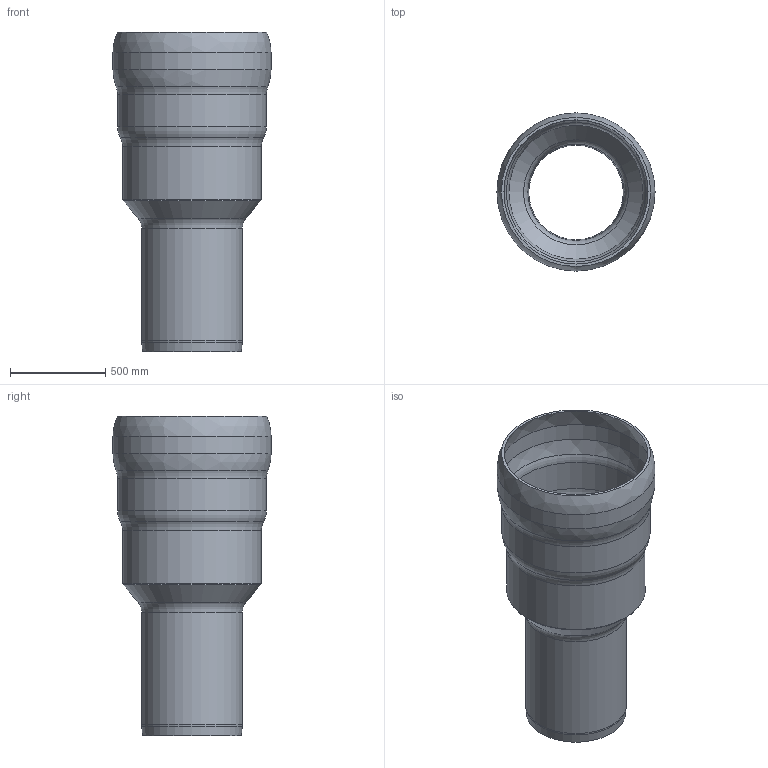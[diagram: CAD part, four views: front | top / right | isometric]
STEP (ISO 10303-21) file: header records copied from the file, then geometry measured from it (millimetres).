
FILE_DESCRIPTION(/* description */ (''),/* implementation_level */ '2;1');
FILE_NAME(/* name */ '5.602.CB0C_3D.stp',/* time_stamp */ '2024-12-11T11:54:59+01:00',/* author */ ('CAD'),/* organization */ (''),/* preprocessor_version */ 'ST-DEVELOPER v20',/* originating_system */ 'AutoCAD Mechanical',/* authorisation */ '');
FILE_SCHEMA (('AUTOMOTIVE_DESIGN { 1 0 10303 214 3 1 1 }'));
Length unit declared in the file: centimetre
Products named in the file (2): Product; *S0
Assembly tree (1 placements, depth 2):
  Product
    *S0
Bounding box: 832 x 832 x 1680 mm (x, y, z)
Volume: 39633396.5 mm3; surface area: 7177972.6 mm2
Topology: 2 solids, 2 shells, 30 faces, 76 edges, 50 vertices
Faces by surface type: torus 10, cylinder 8, cone 5, bspline 4, plane 3
Full cylindrical faces by diameter (mm): 510 x1, 530 x1, 706 x1, 730 x1, 758 x1, 782 x1, 808 x1, 832 x1
Entity records: 1090 total; most frequent: CARTESIAN_POINT 263, DIRECTION 196, ORIENTED_EDGE 150, AXIS2_PLACEMENT_3D 91, EDGE_CURVE 75, CIRCLE 62, VERTEX_POINT 48, EDGE_LOOP 33
